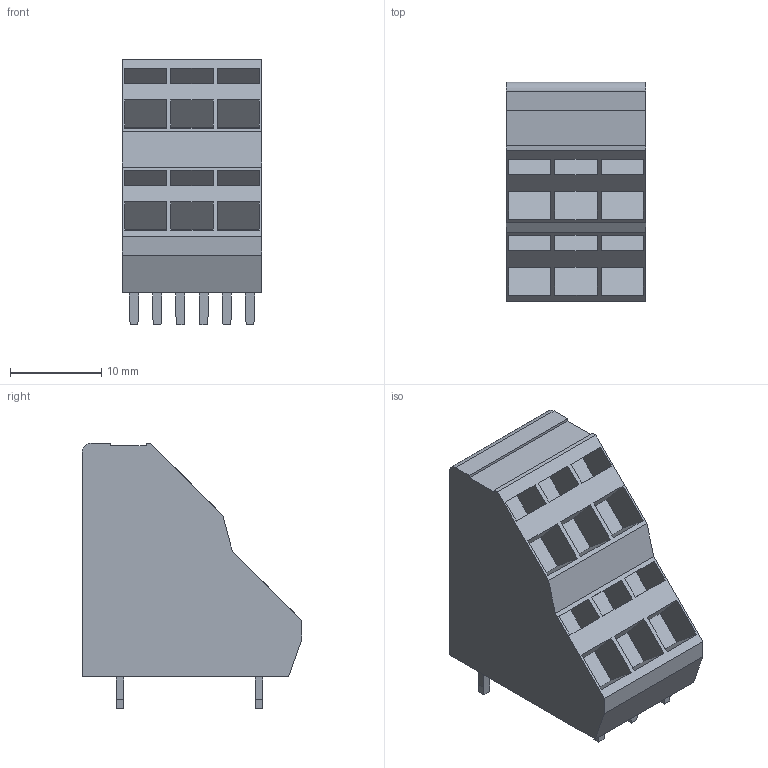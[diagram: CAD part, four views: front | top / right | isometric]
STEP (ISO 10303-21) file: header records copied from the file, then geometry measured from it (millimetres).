
FILE_DESCRIPTION(('CATIA V5 STEP Exchange','CAx-IF Rec.Pracs.--- Model Styling and Organization---1.2---2011-12-15'),'2;1');
FILE_NAME ('D1455650_0_1764820000_1764820000.stp','2018-09-07T09:40:09+00:00',('none'),('Weidmueller'),'CATIA Version 5-6 Release 2014','CATIA V5 STEP AP214','none');
FILE_SCHEMA(('AUTOMOTIVE_DESIGN { 1 0 10303 214 1 1 1 1 }'));
Length unit declared in the file: millimetre
Products named in the file (1): 1764820000
Bounding box: 15.24 x 24.05 x 29.1 mm (x, y, z)
Volume: 6173.3 mm3; surface area: 3062 mm2
Topology: 7 solids, 7 shells, 123 faces, 315 edges, 218 vertices
Faces by surface type: plane 122, cylinder 1
Entity records: 3428 total; most frequent: ORIENTED_EDGE 630, CARTESIAN_POINT 609, DIRECTION 447, EDGE_CURVE 315, VECTOR 307, LINE 307, VERTEX_POINT 218, EDGE_LOOP 135
